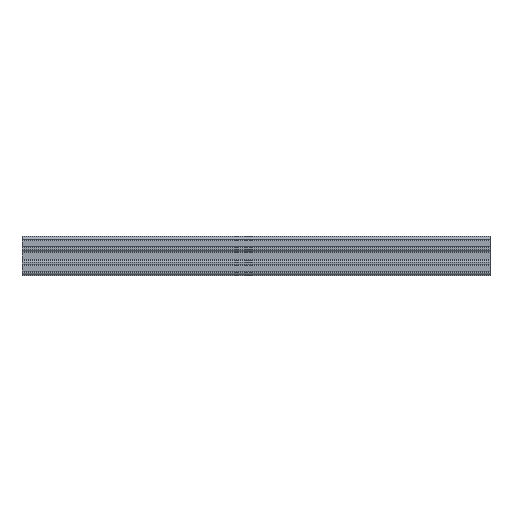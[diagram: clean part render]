
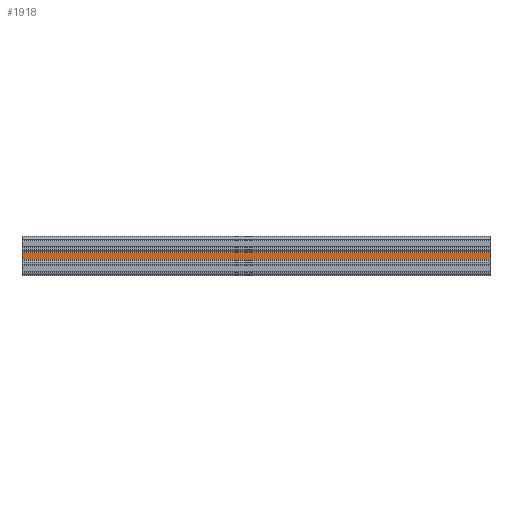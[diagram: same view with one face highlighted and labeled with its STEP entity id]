
A CAD part, front view. The second image highlights one B-rep face of the part: STEP entity #1918.
In plain terms, the highlighted planar face has unit normal (0, -1, 0).
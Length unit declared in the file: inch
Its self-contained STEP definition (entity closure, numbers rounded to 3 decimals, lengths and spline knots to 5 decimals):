
#44=PLANE('',#2103);
#122=FACE_OUTER_BOUND('',#221,.T.);
#221=EDGE_LOOP('',(#1460,#1461,#1462,#1463));
#376=LINE('',#3139,#561);
#377=LINE('',#3142,#562);
#378=LINE('',#3144,#563);
#379=LINE('',#3145,#564);
#561=VECTOR('',#2546,0.3937);
#562=VECTOR('',#2549,0.3937);
#563=VECTOR('',#2550,0.3937);
#564=VECTOR('',#2551,0.3937);
#857=VERTEX_POINT('',#3135);
#858=VERTEX_POINT('',#3137);
#859=VERTEX_POINT('',#3141);
#860=VERTEX_POINT('',#3143);
#1110=EDGE_CURVE('',#857,#858,#376,.T.);
#1111=EDGE_CURVE('',#857,#859,#377,.T.);
#1112=EDGE_CURVE('',#860,#858,#378,.T.);
#1113=EDGE_CURVE('',#859,#860,#379,.T.);
#1460=ORIENTED_EDGE('',*,*,#1111,.F.);
#1461=ORIENTED_EDGE('',*,*,#1110,.T.);
#1462=ORIENTED_EDGE('',*,*,#1112,.F.);
#1463=ORIENTED_EDGE('',*,*,#1113,.F.);
#1918=ADVANCED_FACE('',(#122),#44,.T.);
#2103=AXIS2_PLACEMENT_3D('',#3140,#2547,#2548);
#2546=DIRECTION('',(-1.,0.,0.));
#2547=DIRECTION('center_axis',(0.,-1.,0.));
#2548=DIRECTION('ref_axis',(0.,0.,1.));
#2549=DIRECTION('',(0.,0.,-1.));
#2550=DIRECTION('',(0.,0.,1.));
#2551=DIRECTION('',(-1.,0.,0.));
#3135=CARTESIAN_POINT('',(0.,-0.183,0.0852));
#3137=CARTESIAN_POINT('',(-12.,-0.183,0.0852));
#3139=CARTESIAN_POINT('',(0.,-0.183,0.0852));
#3140=CARTESIAN_POINT('Origin',(0.,-0.183,-0.0852));
#3141=CARTESIAN_POINT('',(0.,-0.183,-0.0852));
#3142=CARTESIAN_POINT('',(0.,-0.183,0.0852));
#3143=CARTESIAN_POINT('',(-12.,-0.183,-0.0852));
#3144=CARTESIAN_POINT('',(-12.,-0.183,0.0852));
#3145=CARTESIAN_POINT('',(0.,-0.183,-0.0852));
